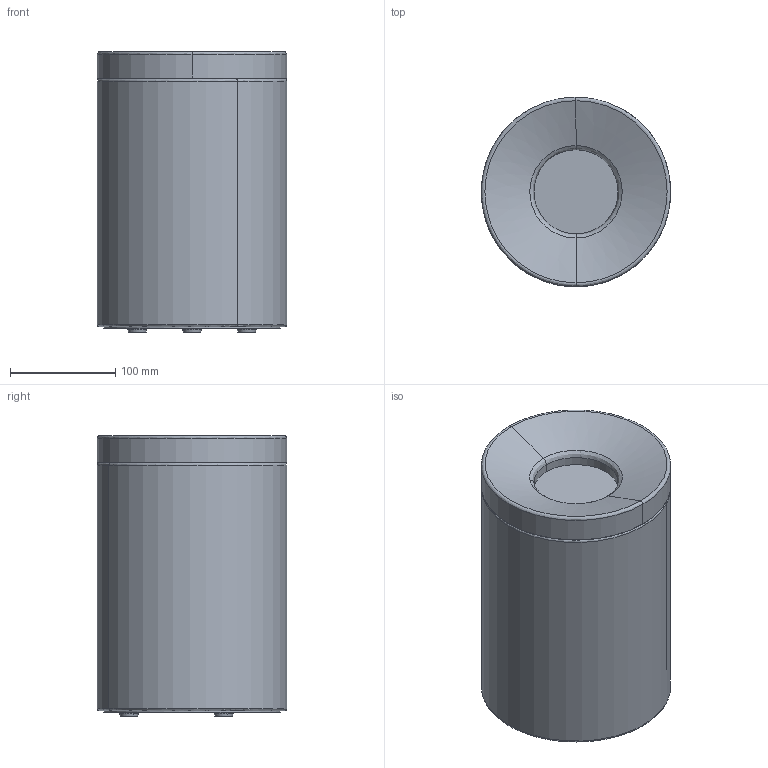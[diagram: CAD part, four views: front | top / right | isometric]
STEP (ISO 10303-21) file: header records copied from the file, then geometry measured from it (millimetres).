
FILE_DESCRIPTION(('CAx-IF Rec.Pracs.---Model Styling and Organization---1.2---2011-12-15','CAx-IF Rec.Pracs.---Geometric and Assembly Validation Properties---4.1---2014-06-16','CAx-IF Rec.Pracs.---PMI Polyline Presentation---2.0---2013-05-24'),'2;1');
FILE_NAME('1000136524_PPR_000.stp','2020-10-29T12:58:16+01:00',(''),(''),'STEP Interface 4.3 by CT CoreTechnologie','3D_Evolution4.3 by CT CoreTechnologie','');
FILE_SCHEMA(('AP203_CONFIGURATION_CONTROLLED_3D_DESIGN_OF_MECHANICAL_PARTS_AND_ASSEMBLIES_MIM_LF'));
Length unit declared in the file: millimetre
Products named in the file (6): P_2 AX Universal Circular Abfalleimer 1000136524_PPR_000_A0; P_2 Deckel Abfalleimer AX BO 1000148645_PPA_000_A0; P_2 Gehäuse Abfalleimer AX BO 1000136529_PPR_000_A0; P_2 Gehäuse Abfalleimer AX BO 1000148644_PPA_000_A0; P_2 Boden Abfalleimer AX BO 1000148642_PPA_000_A0; BUMPON_Abstandshalter (4x19) SJ 5744 1000086786_PPA_000_A0
Assembly tree (7 placements, depth 3):
  P_2 AX Universal Circular Abfalleimer 1000136524_PPR_000_A0
    P_2 Deckel Abfalleimer AX BO 1000148645_PPA_000_A0
    P_2 Gehäuse Abfalleimer AX BO 1000136529_PPR_000_A0
      P_2 Gehäuse Abfalleimer AX BO 1000148644_PPA_000_A0
      P_2 Boden Abfalleimer AX BO 1000148642_PPA_000_A0
    BUMPON_Abstandshalter (4x19) SJ 5744 1000086786_PPA_000_A0  x3
Bounding box: 180 x 180 x 267 mm (x, y, z)
Volume: 6320914.1 mm3; surface area: 307995.8 mm2
Topology: 6 solids, 6 shells, 76 faces, 140 edges, 78 vertices
Faces by surface type: bspline 46, cylinder 16, plane 14
Entity records: 3513 total; most frequent: CARTESIAN_POINT 1136, DIRECTION 250, ORIENTED_EDGE 208, AXIS2_PLACEMENT_3D 112, EDGE_CURVE 104, REPRESENTATION 102, PROPERTY_DEFINITION 102, GENERAL_PROPERTY 102
